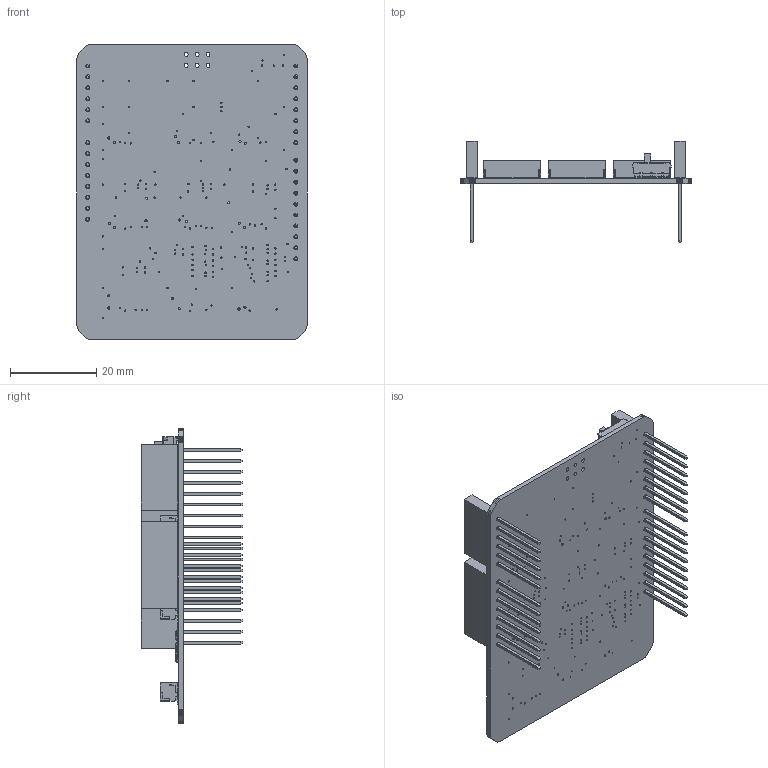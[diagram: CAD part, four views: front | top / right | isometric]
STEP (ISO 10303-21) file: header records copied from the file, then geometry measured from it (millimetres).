
FILE_DESCRIPTION (( 'STEP AP214' ), '1' );
FILE_NAME ('NSE-1120-1.step', '2020-10-27T02:14:17', ( '' ), ( '' ), 'SwSTEP 2.0', 'SolidWorks 2016', '' );
FILE_SCHEMA (( 'AUTOMOTIVE_DESIGN' ));
Length unit declared in the file: millimetre
Products named in the file (8): sot666; Board_NSE-1120-1; Arduino_Headers; NSE-1120-1; JS202011JCQN; rescax-8_1x2x0.5; NSE-1120-1_asimported; CON-1012-8
Assembly tree (35 placements, depth 3):
  NSE-1120-1
    NSE-1120-1_asimported
      Board_NSE-1120-1
      CON-1012-8  x9
      sot666  x11
      rescax-8_1x2x0.5  x11
      JS202011JCQN
      Arduino_Headers
Bounding box: 53.34 x 23.5 x 68.58 mm (x, y, z)
Volume: 7329.5 mm3; surface area: 16809.4 mm2
Topology: 103 solids, 103 shells, 6286 faces, 16829 edges, 10886 vertices
Faces by surface type: plane 5661, cylinder 578, bspline 47
Entity records: 79114 total; most frequent: CARTESIAN_POINT 11752, ORIENTED_EDGE 10250, DIRECTION 10066, EDGE_CURVE 5125, VECTOR 3886, LINE 3886, VERTEX_POINT 3294, AXIS2_PLACEMENT_3D 3090
